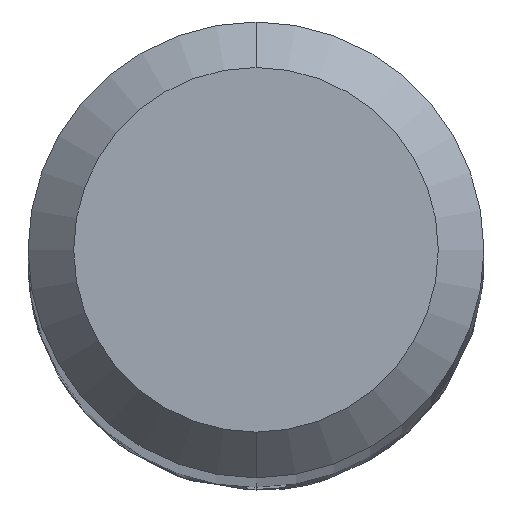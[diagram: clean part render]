
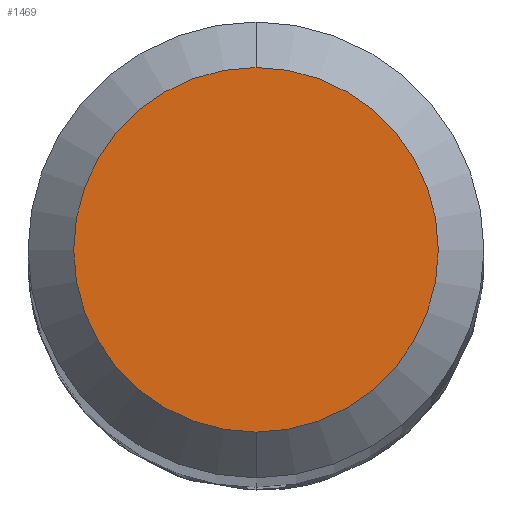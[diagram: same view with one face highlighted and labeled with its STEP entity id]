
A CAD part, top view. The second image highlights one B-rep face of the part: STEP entity #1469.
In plain terms, the highlighted planar face has unit normal (0, 0, 1).
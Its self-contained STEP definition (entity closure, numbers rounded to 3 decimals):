
#885=VERTEX_POINT('',#2049);
#1137=EDGE_CURVE('',#1299,#885,#2322,.T.);
#1299=VERTEX_POINT('',#2500);
#1469=ADVANCED_FACE('',(#2690),#2691,.T.);
#1679=EDGE_CURVE('',#885,#1299,#2915,.T.);
#2049=CARTESIAN_POINT('',(0.0,1.2,0.0));
#2322=CIRCLE('',#6610,1.2);
#2500=CARTESIAN_POINT('',(0.,-1.2,0.0));
#2690=FACE_OUTER_BOUND('',#9102,.T.);
#2691=PLANE('',#9103);
#2915=CIRCLE('',#9922,1.2);
#6610=AXIS2_PLACEMENT_3D('',#10539,#10540,#10541);
#9102=EDGE_LOOP('',(#10926,#10927));
#9103=AXIS2_PLACEMENT_3D('',#10928,#10929,#10930);
#9922=AXIS2_PLACEMENT_3D('',#11138,#11139,#11140);
#10539=CARTESIAN_POINT('',(0.0,0.0,0.0));
#10540=DIRECTION('',(0.0,0.0,-1.0));
#10541=DIRECTION('',(0.0,1.0,0.0));
#10926=ORIENTED_EDGE('',*,*,#1679,.F.);
#10927=ORIENTED_EDGE('',*,*,#1137,.F.);
#10928=CARTESIAN_POINT('',(0.0,0.6,0.0));
#10929=DIRECTION('',(-0.0,0.0,1.0));
#10930=DIRECTION('',(0.0,-1.0,0.0));
#11138=CARTESIAN_POINT('',(0.0,0.0,0.0));
#11139=DIRECTION('',(0.0,0.0,-1.0));
#11140=DIRECTION('',(0.0,1.0,0.0));
